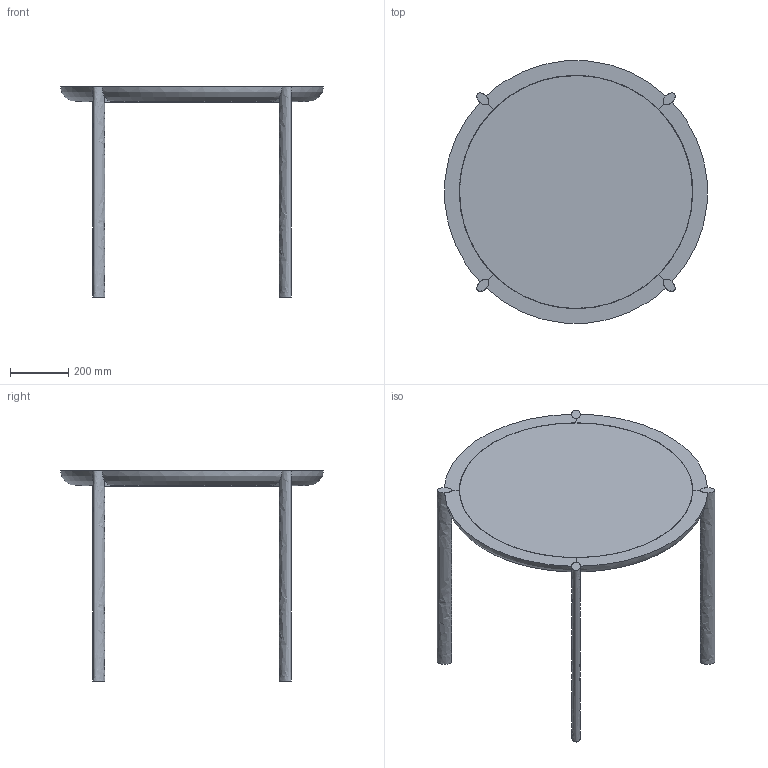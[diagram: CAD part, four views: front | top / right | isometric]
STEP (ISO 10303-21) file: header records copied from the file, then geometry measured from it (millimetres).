
FILE_DESCRIPTION(/* description */ (''),/* implementation_level */ '2;1');
FILE_NAME(/* name */ 'Spoke_CB-323_3D',/* time_stamp */ '2023-10-06T13:41:22+02:00',/* author */ (''),/* organization */ (''),/* preprocessor_version */ 'ST-DEVELOPER v16.5',/* originating_system */ 'Rhino 7.31',/* authorisation */ '');
FILE_SCHEMA (('AUTOMOTIVE_DESIGN'));
Length unit declared in the file: centimetre
Products named in the file (2): Document; Spoke_CB-323
Assembly tree (1 placements, depth 2):
  Document
    Spoke_CB-323
Bounding box: 899.12 x 899.12 x 720 mm (x, y, z)
Volume: 4003492 mm3; surface area: 2183856.1 mm2
Topology: 1 solids, 30 shells, 107 faces, 323 edges, 244 vertices
Faces by surface type: plane 78, bspline 28, cylinder 1
Full cylindrical faces by diameter (mm): 798 x1
Entity records: 18578 total; most frequent: CARTESIAN_POINT 16309, ORIENTED_EDGE 478, EDGE_CURVE 323, B_SPLINE_CURVE_WITH_KNOTS 264, VERTEX_POINT 244, EDGE_LOOP 111, ADVANCED_FACE 107, FACE_OUTER_BOUND 107
